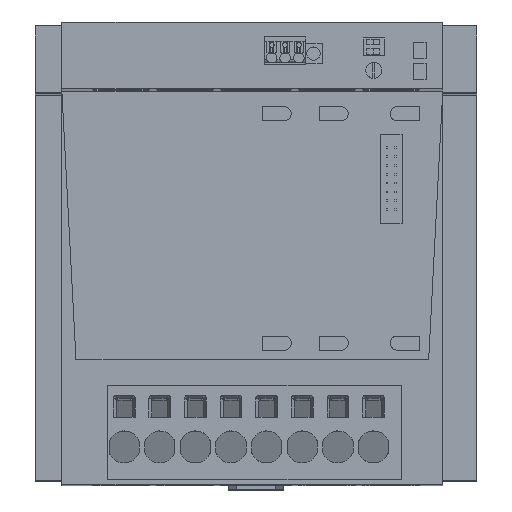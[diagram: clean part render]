
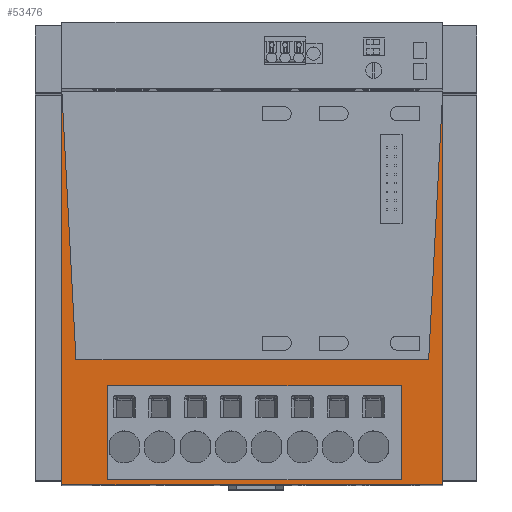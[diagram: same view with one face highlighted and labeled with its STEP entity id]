
A CAD part, top view. The second image highlights one B-rep face of the part: STEP entity #53476.
In plain terms, the highlighted planar face has unit normal (0, 0, 1).
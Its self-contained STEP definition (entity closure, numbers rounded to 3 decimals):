
#53455=AXIS2_PLACEMENT_3D('Plane Axis2P3D',#53452,#53453,#53454) ;
#334=CARTESIAN_POINT('Vertex',(7.5,1.2,135.45)) ;
#337=CARTESIAN_POINT('Line Origine',(7.5,56.446,135.45)) ;
#341=CARTESIAN_POINT('Vertex',(7.5,111.691,135.45)) ;
#995=CARTESIAN_POINT('Line Origine',(9.474,74.023,135.45)) ;
#999=CARTESIAN_POINT('Vertex',(11.448,36.354,135.45)) ;
#7843=CARTESIAN_POINT('Vertex',(114.42,1.2,135.45)) ;
#7846=CARTESIAN_POINT('Line Origine',(60.96,1.2,135.45)) ;
#14265=CARTESIAN_POINT('Vertex',(114.42,111.691,135.45)) ;
#14268=CARTESIAN_POINT('Line Origine',(114.42,56.446,135.45)) ;
#15381=CARTESIAN_POINT('Vertex',(110.472,36.354,135.45)) ;
#15384=CARTESIAN_POINT('Line Origine',(112.446,74.023,135.45)) ;
#39352=CARTESIAN_POINT('Vertex',(102.8,2.7,135.45)) ;
#39368=CARTESIAN_POINT('Vertex',(20.305,2.7,135.45)) ;
#39371=CARTESIAN_POINT('Line Origine',(61.553,2.7,135.45)) ;
#39400=CARTESIAN_POINT('Vertex',(20.305,29.,135.45)) ;
#39403=CARTESIAN_POINT('Line Origine',(20.305,15.85,135.45)) ;
#39432=CARTESIAN_POINT('Vertex',(102.8,29.,135.45)) ;
#39435=CARTESIAN_POINT('Line Origine',(61.553,29.,135.45)) ;
#39453=CARTESIAN_POINT('Line Origine',(102.8,15.85,135.45)) ;
#53452=CARTESIAN_POINT('Axis2P3D Location',(62.,66.2,135.45)) ;
#53457=CARTESIAN_POINT('Line Origine',(60.96,36.354,135.45)) ;
#338=DIRECTION('Vector Direction',(0.,1.,0.)) ;
#996=DIRECTION('Vector Direction',(0.052,-0.999,0.)) ;
#7847=DIRECTION('Vector Direction',(1.,0.,0.)) ;
#14269=DIRECTION('Vector Direction',(0.,-1.,0.)) ;
#15385=DIRECTION('Vector Direction',(0.052,0.999,0.)) ;
#39372=DIRECTION('Vector Direction',(1.,0.,0.)) ;
#39404=DIRECTION('Vector Direction',(0.,1.,0.)) ;
#39436=DIRECTION('Vector Direction',(-1.,0.,0.)) ;
#39454=DIRECTION('Vector Direction',(0.,1.,0.)) ;
#53453=DIRECTION('Axis2P3D Direction',(0.,0.,1.)) ;
#53454=DIRECTION('Axis2P3D XDirection',(1.,0.,0.)) ;
#53458=DIRECTION('Vector Direction',(1.,0.,0.)) ;
#339=VECTOR('Line Direction',#338,1.) ;
#997=VECTOR('Line Direction',#996,1.) ;
#7848=VECTOR('Line Direction',#7847,1.) ;
#14270=VECTOR('Line Direction',#14269,1.) ;
#15386=VECTOR('Line Direction',#15385,1.) ;
#39373=VECTOR('Line Direction',#39372,1.) ;
#39405=VECTOR('Line Direction',#39404,1.) ;
#39437=VECTOR('Line Direction',#39436,1.) ;
#39455=VECTOR('Line Direction',#39454,1.) ;
#53459=VECTOR('Line Direction',#53458,1.) ;
#53463=ORIENTED_EDGE('',*,*,#53461,.T.) ;
#53464=ORIENTED_EDGE('',*,*,#1001,.T.) ;
#53465=ORIENTED_EDGE('',*,*,#343,.F.) ;
#53466=ORIENTED_EDGE('',*,*,#7850,.T.) ;
#53467=ORIENTED_EDGE('',*,*,#14272,.F.) ;
#53468=ORIENTED_EDGE('',*,*,#15388,.F.) ;
#53471=ORIENTED_EDGE('',*,*,#39457,.F.) ;
#53472=ORIENTED_EDGE('',*,*,#39375,.T.) ;
#53473=ORIENTED_EDGE('',*,*,#39407,.T.) ;
#53474=ORIENTED_EDGE('',*,*,#39439,.F.) ;
#53475=FACE_BOUND('',#53470,.T.) ;
#53476=ADVANCED_FACE('STROMVERSORGUNG',(#53469,#53475),#53456,.T.) ;
#343=EDGE_CURVE('',#335,#342,#340,.T.) ;
#1001=EDGE_CURVE('',#1000,#342,#998,.F.) ;
#7850=EDGE_CURVE('',#335,#7844,#7849,.T.) ;
#14272=EDGE_CURVE('',#14266,#7844,#14271,.T.) ;
#15388=EDGE_CURVE('',#15382,#14266,#15387,.T.) ;
#39375=EDGE_CURVE('',#39353,#39369,#39374,.F.) ;
#39407=EDGE_CURVE('',#39369,#39401,#39406,.T.) ;
#39439=EDGE_CURVE('',#39433,#39401,#39438,.T.) ;
#39457=EDGE_CURVE('',#39353,#39433,#39456,.T.) ;
#53461=EDGE_CURVE('',#15382,#1000,#53460,.F.) ;
#53462=EDGE_LOOP('',(#53463,#53464,#53465,#53466,#53467,#53468)) ;
#53470=EDGE_LOOP('',(#53471,#53472,#53473,#53474)) ;
#53469=FACE_OUTER_BOUND('',#53462,.T.) ;
#340=LINE('Line',#337,#339) ;
#998=LINE('Line',#995,#997) ;
#7849=LINE('Line',#7846,#7848) ;
#14271=LINE('Line',#14268,#14270) ;
#15387=LINE('Line',#15384,#15386) ;
#39374=LINE('Line',#39371,#39373) ;
#39406=LINE('Line',#39403,#39405) ;
#39438=LINE('Line',#39435,#39437) ;
#39456=LINE('Line',#39453,#39455) ;
#53460=LINE('Line',#53457,#53459) ;
#53456=PLANE('',#53455) ;
#335=VERTEX_POINT('',#334) ;
#342=VERTEX_POINT('',#341) ;
#1000=VERTEX_POINT('',#999) ;
#7844=VERTEX_POINT('',#7843) ;
#14266=VERTEX_POINT('',#14265) ;
#15382=VERTEX_POINT('',#15381) ;
#39353=VERTEX_POINT('',#39352) ;
#39369=VERTEX_POINT('',#39368) ;
#39401=VERTEX_POINT('',#39400) ;
#39433=VERTEX_POINT('',#39432) ;
